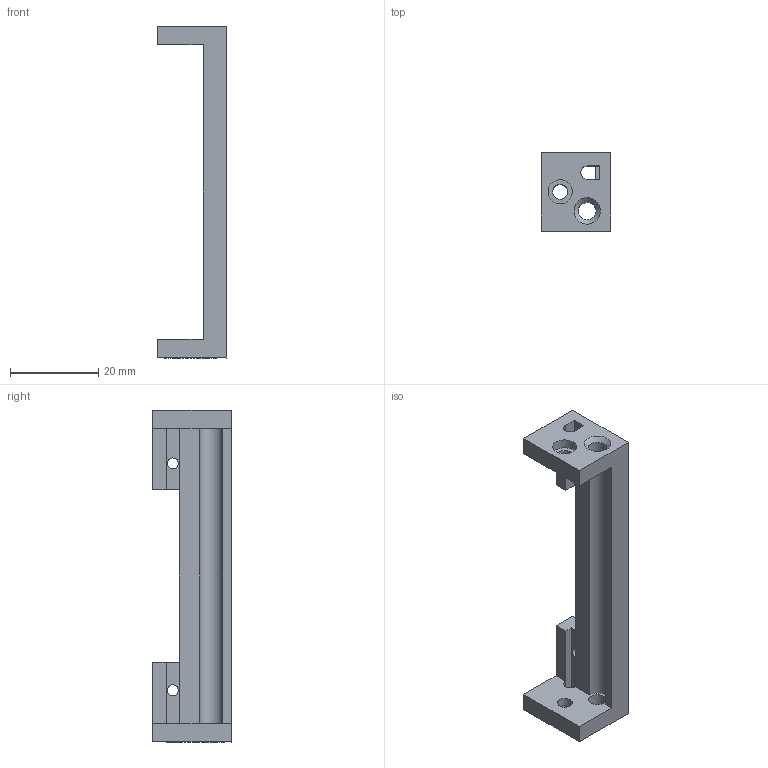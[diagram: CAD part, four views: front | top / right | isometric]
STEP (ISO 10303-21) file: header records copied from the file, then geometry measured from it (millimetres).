
FILE_DESCRIPTION(/* description */ (''),/* implementation_level */ '2;1');
FILE_NAME(/* name */ 'back-tab-mount-right-top.step',/* time_stamp */ '2025-11-28T14:51:36-08:00',/* author */ (''),/* organization */ (''),/* preprocessor_version */ 'ST-DEVELOPER v20.1',/* originating_system */ 'Autodesk Translation Framework v14.21.0.0',/* authorisation */ '');
FILE_SCHEMA (('AUTOMOTIVE_DESIGN { 1 0 10303 214 3 1 1 }'));
Length unit declared in the file: millimetre
Products named in the file (1): back-tab-mount-right-top
Bounding box: 15.7 x 17.9 x 75.28 mm (x, y, z)
Volume: 6162 mm3; surface area: 4752.4 mm2
Topology: 1 solids, 1 shells, 36 faces, 96 edges, 62 vertices
Faces by surface type: plane 23, cylinder 11, cone 2
Full cylindrical faces by diameter (mm): 2.5 x2, 3.4 x2, 4 x2, 5.5 x2
Entity records: 1188 total; most frequent: CARTESIAN_POINT 195, DIRECTION 194, ORIENTED_EDGE 192, EDGE_CURVE 96, LINE 72, VECTOR 72, VERTEX_POINT 62, AXIS2_PLACEMENT_3D 61
